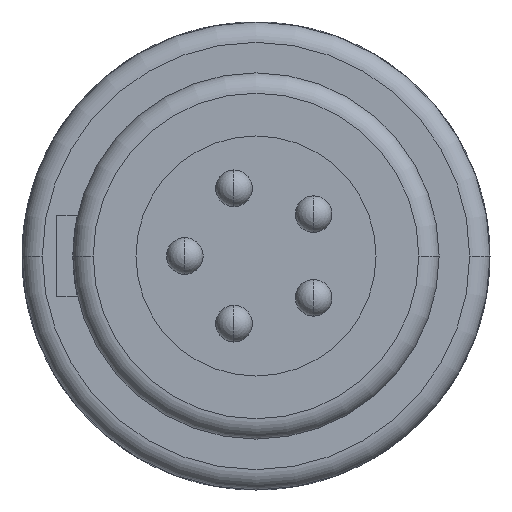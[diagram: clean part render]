
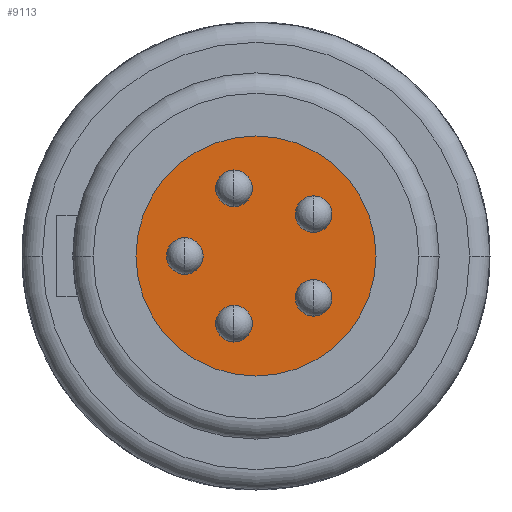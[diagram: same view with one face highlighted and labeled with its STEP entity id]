
A CAD part, left-side view. The second image highlights one B-rep face of the part: STEP entity #9113.
In plain terms, the highlighted planar face has unit normal (-1, 0, 0).
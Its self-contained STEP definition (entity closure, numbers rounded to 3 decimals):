
#3320=CARTESIAN_POINT('',(-3.,0.,0.));
#3321=DIRECTION('',(-1.,0.,0.));
#3322=DIRECTION('',(0.,1.,0.));
#3323=AXIS2_PLACEMENT_3D('',#3320,#3321,#3322);
#3338=CARTESIAN_POINT('',(-3.,0.,0.));
#3339=DIRECTION('',(-1.,0.,0.));
#3340=DIRECTION('',(0.,-1.,0.));
#3341=AXIS2_PLACEMENT_3D('',#3338,#3339,#3340);
#4475=CARTESIAN_POINT('',(-3.,1.75,0.));
#4476=DIRECTION('',(-1.,0.,0.));
#4477=DIRECTION('',(0.,0.,1.));
#4478=AXIS2_PLACEMENT_3D('',#4475,#4476,#4477);
#4480=CARTESIAN_POINT('',(-3.,1.75,0.));
#4481=DIRECTION('',(-1.,0.,0.));
#4482=DIRECTION('',(0.,0.,-1.));
#4483=AXIS2_PLACEMENT_3D('',#4480,#4481,#4482);
#4485=CARTESIAN_POINT('',(-3.,0.541,1.664));
#4486=DIRECTION('',(-1.,0.,0.));
#4487=DIRECTION('',(0.,0.,1.));
#4488=AXIS2_PLACEMENT_3D('',#4485,#4486,#4487);
#4490=CARTESIAN_POINT('',(-3.,0.541,1.664));
#4491=DIRECTION('',(-1.,0.,0.));
#4492=DIRECTION('',(0.,0.,-1.));
#4493=AXIS2_PLACEMENT_3D('',#4490,#4491,#4492);
#4495=CARTESIAN_POINT('',(-3.,-1.416,-1.029));
#4496=DIRECTION('',(-1.,0.,0.));
#4497=DIRECTION('',(0.,0.,1.));
#4498=AXIS2_PLACEMENT_3D('',#4495,#4496,#4497);
#4500=CARTESIAN_POINT('',(-3.,-1.416,-1.029));
#4501=DIRECTION('',(-1.,0.,0.));
#4502=DIRECTION('',(0.,0.,-1.));
#4503=AXIS2_PLACEMENT_3D('',#4500,#4501,#4502);
#4505=CARTESIAN_POINT('',(-3.,0.541,-1.664));
#4506=DIRECTION('',(-1.,0.,0.));
#4507=DIRECTION('',(0.,0.,1.));
#4508=AXIS2_PLACEMENT_3D('',#4505,#4506,#4507);
#4510=CARTESIAN_POINT('',(-3.,0.541,-1.664));
#4511=DIRECTION('',(-1.,0.,0.));
#4512=DIRECTION('',(0.,0.,-1.));
#4513=AXIS2_PLACEMENT_3D('',#4510,#4511,#4512);
#4515=CARTESIAN_POINT('',(-3.,-1.416,1.029));
#4516=DIRECTION('',(-1.,0.,0.));
#4517=DIRECTION('',(0.,0.,1.));
#4518=AXIS2_PLACEMENT_3D('',#4515,#4516,#4517);
#4520=CARTESIAN_POINT('',(-3.,-1.416,1.029));
#4521=DIRECTION('',(-1.,0.,0.));
#4522=DIRECTION('',(0.,0.,-1.));
#4523=AXIS2_PLACEMENT_3D('',#4520,#4521,#4522);
#4966=CARTESIAN_POINT('',(-3.,1.75,0.45));
#4967=CARTESIAN_POINT('',(-3.,1.75,-0.45));
#4968=VERTEX_POINT('',#4966);
#4969=VERTEX_POINT('',#4967);
#4970=CARTESIAN_POINT('',(-3.,0.541,2.114));
#4971=CARTESIAN_POINT('',(-3.,0.541,1.214));
#4972=VERTEX_POINT('',#4970);
#4973=VERTEX_POINT('',#4971);
#4974=CARTESIAN_POINT('',(-3.,-1.416,-0.579));
#4975=CARTESIAN_POINT('',(-3.,-1.416,-1.479));
#4976=VERTEX_POINT('',#4974);
#4977=VERTEX_POINT('',#4975);
#4978=CARTESIAN_POINT('',(-3.,0.541,-1.214));
#4979=CARTESIAN_POINT('',(-3.,0.541,-2.114));
#4980=VERTEX_POINT('',#4978);
#4981=VERTEX_POINT('',#4979);
#4982=CARTESIAN_POINT('',(-3.,-1.416,1.479));
#4983=CARTESIAN_POINT('',(-3.,-1.416,0.579));
#4984=VERTEX_POINT('',#4982);
#4985=VERTEX_POINT('',#4983);
#5151=CARTESIAN_POINT('',(-3.,-2.95,0.));
#5152=CARTESIAN_POINT('',(-3.,2.95,0.));
#5153=VERTEX_POINT('',#5151);
#5154=VERTEX_POINT('',#5152);
#9074=CARTESIAN_POINT('',(-3.,0.,0.));
#9075=DIRECTION('',(1.,0.,0.));
#9076=DIRECTION('',(0.,0.,-1.));
#9077=AXIS2_PLACEMENT_3D('',#9074,#9075,#9076);
#9078=PLANE('',#9077);
#9079=ORIENTED_EDGE('',*,*,#7443,.F.);
#9080=ORIENTED_EDGE('',*,*,#7400,.F.);
#9081=EDGE_LOOP('',(#9079,#9080));
#9082=FACE_OUTER_BOUND('',#9081,.F.);
#9084=ORIENTED_EDGE('',*,*,#9083,.T.);
#9086=ORIENTED_EDGE('',*,*,#9085,.T.);
#9087=EDGE_LOOP('',(#9084,#9086));
#9088=FACE_BOUND('',#9087,.F.);
#9090=ORIENTED_EDGE('',*,*,#9089,.T.);
#9092=ORIENTED_EDGE('',*,*,#9091,.T.);
#9093=EDGE_LOOP('',(#9090,#9092));
#9094=FACE_BOUND('',#9093,.F.);
#9096=ORIENTED_EDGE('',*,*,#9095,.T.);
#9098=ORIENTED_EDGE('',*,*,#9097,.T.);
#9099=EDGE_LOOP('',(#9096,#9098));
#9100=FACE_BOUND('',#9099,.F.);
#9102=ORIENTED_EDGE('',*,*,#9101,.T.);
#9104=ORIENTED_EDGE('',*,*,#9103,.T.);
#9105=EDGE_LOOP('',(#9102,#9104));
#9106=FACE_BOUND('',#9105,.F.);
#9108=ORIENTED_EDGE('',*,*,#9107,.T.);
#9110=ORIENTED_EDGE('',*,*,#9109,.T.);
#9111=EDGE_LOOP('',(#9108,#9110));
#9112=FACE_BOUND('',#9111,.F.);
#3324=CIRCLE('',#3323,2.95);
#3342=CIRCLE('',#3341,2.95);
#4479=CIRCLE('',#4478,0.45);
#4484=CIRCLE('',#4483,0.45);
#4489=CIRCLE('',#4488,0.45);
#4494=CIRCLE('',#4493,0.45);
#4499=CIRCLE('',#4498,0.45);
#4504=CIRCLE('',#4503,0.45);
#4509=CIRCLE('',#4508,0.45);
#4514=CIRCLE('',#4513,0.45);
#4519=CIRCLE('',#4518,0.45);
#4524=CIRCLE('',#4523,0.45);
#7400=EDGE_CURVE('',#5154,#5153,#3324,.T.);
#7443=EDGE_CURVE('',#5153,#5154,#3342,.T.);
#9083=EDGE_CURVE('',#4968,#4969,#4479,.T.);
#9085=EDGE_CURVE('',#4969,#4968,#4484,.T.);
#9089=EDGE_CURVE('',#4972,#4973,#4489,.T.);
#9091=EDGE_CURVE('',#4973,#4972,#4494,.T.);
#9095=EDGE_CURVE('',#4976,#4977,#4499,.T.);
#9097=EDGE_CURVE('',#4977,#4976,#4504,.T.);
#9101=EDGE_CURVE('',#4980,#4981,#4509,.T.);
#9103=EDGE_CURVE('',#4981,#4980,#4514,.T.);
#9107=EDGE_CURVE('',#4984,#4985,#4519,.T.);
#9109=EDGE_CURVE('',#4985,#4984,#4524,.T.);
#9113=ADVANCED_FACE('',(#9082,#9088,#9094,#9100,#9106,#9112),#9078,.F.);
